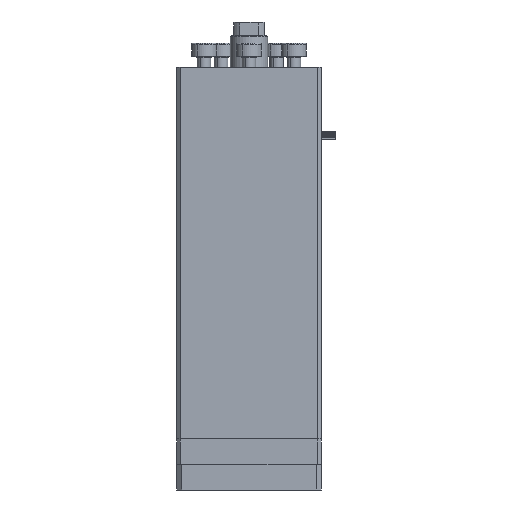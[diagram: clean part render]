
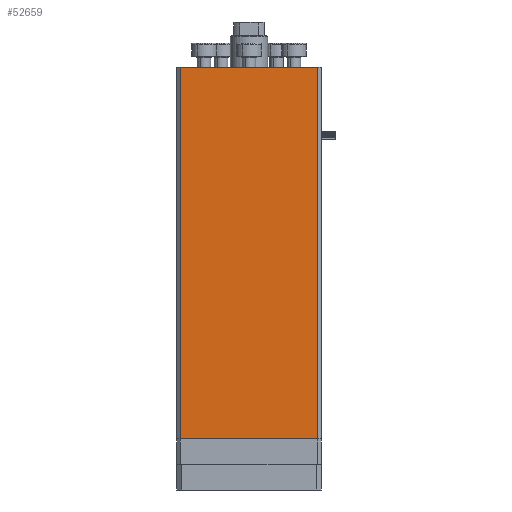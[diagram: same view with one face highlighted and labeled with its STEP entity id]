
A CAD part, front view. The second image highlights one B-rep face of the part: STEP entity #52659.
In plain terms, the highlighted planar face has unit normal (0, -1, 0).
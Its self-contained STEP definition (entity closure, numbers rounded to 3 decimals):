
#3752 = CARTESIAN_POINT ( 'NONE',  ( 40.5, -37.5, 218.5 ) ) ;
#6288 = ORIENTED_EDGE ( 'NONE', *, *, #29409, .T. ) ;
#6458 = ORIENTED_EDGE ( 'NONE', *, *, #21820, .T. ) ;
#10220 = LINE ( 'NONE', #36149, #13652 ) ;
#12184 = VERTEX_POINT ( 'NONE', #37660 ) ;
#13652 = VECTOR ( 'NONE', #27898, 1000. ) ;
#14254 = DIRECTION ( 'NONE',  ( 0., 0., -1. ) ) ;
#14999 = PLANE ( 'NONE',  #48533 ) ;
#15996 = ORIENTED_EDGE ( 'NONE', *, *, #16398, .F. ) ;
#16398 = EDGE_CURVE ( 'NONE', #12184, #50524, #21614, .T. ) ;
#17554 = VECTOR ( 'NONE', #14254, 1000. ) ;
#18809 = LINE ( 'NONE', #41005, #17554 ) ;
#21614 = LINE ( 'NONE', #46663, #40511 ) ;
#21820 = EDGE_CURVE ( 'NONE', #44150, #32445, #10220, .T. ) ;
#24919 = CARTESIAN_POINT ( 'NONE',  ( 40.5, -37.5, 0. ) ) ;
#25964 = ORIENTED_EDGE ( 'NONE', *, *, #42592, .F. ) ;
#26068 = VECTOR ( 'NONE', #28574, 1000. ) ;
#27841 = DIRECTION ( 'NONE',  ( 0., 0., 1. ) ) ;
#27898 = DIRECTION ( 'NONE',  ( 1., 0., 0. ) ) ;
#28574 = DIRECTION ( 'NONE',  ( 0., 0., -1. ) ) ;
#28863 = LINE ( 'NONE', #3752, #26068 ) ;
#29409 = EDGE_CURVE ( 'NONE', #12184, #44150, #18809, .T. ) ;
#32380 = DIRECTION ( 'NONE',  ( 0., 1., 0. ) ) ;
#32445 = VERTEX_POINT ( 'NONE', #24919 ) ;
#36149 = CARTESIAN_POINT ( 'NONE',  ( -40.5, -37.5, 0. ) ) ;
#36648 = FACE_OUTER_BOUND ( 'NONE', #45713, .T. ) ;
#37660 = CARTESIAN_POINT ( 'NONE',  ( -40.5, -37.5, 218.5 ) ) ;
#40511 = VECTOR ( 'NONE', #51207, 1000. ) ;
#41005 = CARTESIAN_POINT ( 'NONE',  ( -40.5, -37.5, 218.5 ) ) ;
#42592 = EDGE_CURVE ( 'NONE', #50524, #32445, #28863, .T. ) ;
#44150 = VERTEX_POINT ( 'NONE', #52021 ) ;
#45303 = CARTESIAN_POINT ( 'NONE',  ( 40.5, -37.5, 218.5 ) ) ;
#45713 = EDGE_LOOP ( 'NONE', ( #6458, #25964, #15996, #6288 ) ) ;
#46043 = CARTESIAN_POINT ( 'NONE',  ( -40.5, -37.5, 218.5 ) ) ;
#46663 = CARTESIAN_POINT ( 'NONE',  ( -40.5, -37.5, 218.5 ) ) ;
#48533 = AXIS2_PLACEMENT_3D ( 'NONE', #46043, #32380, #27841 ) ;
#50524 = VERTEX_POINT ( 'NONE', #45303 ) ;
#51207 = DIRECTION ( 'NONE',  ( 1., 0., 0. ) ) ;
#52021 = CARTESIAN_POINT ( 'NONE',  ( -40.5, -37.5, 0. ) ) ;
#52659 = ADVANCED_FACE ( 'NONE', ( #36648 ), #14999, .F. ) ;
